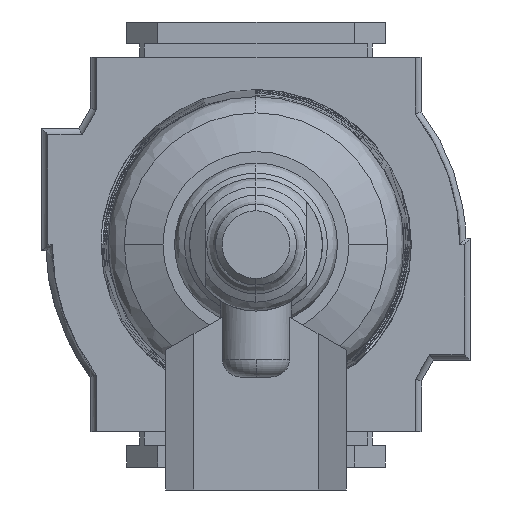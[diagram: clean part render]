
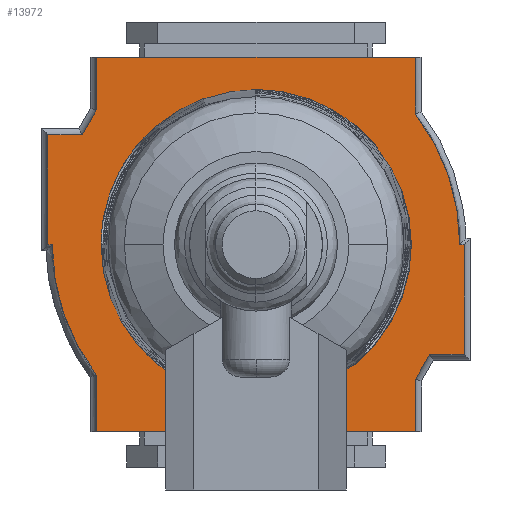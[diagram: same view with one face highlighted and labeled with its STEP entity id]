
A CAD part, front view. The second image highlights one B-rep face of the part: STEP entity #13972.
In plain terms, the highlighted face is planar.
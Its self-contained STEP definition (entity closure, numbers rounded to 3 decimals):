
#3 = LINE ( 'NONE', #11783, #12697 ) ;
#6 = VECTOR ( 'NONE', #2241, 1000. ) ;
#13 = EDGE_CURVE ( 'NONE', #9612, #361, #11201, .T. ) ;
#62 = ORIENTED_EDGE ( 'NONE', *, *, #10921, .F. ) ;
#128 = DIRECTION ( 'NONE',  ( -0.496, 0., 0.868 ) ) ;
#141 = LINE ( 'NONE', #5731, #9203 ) ;
#294 = DIRECTION ( 'NONE',  ( -1., 0., 0. ) ) ;
#320 = CARTESIAN_POINT ( 'NONE',  ( -18., 30.9, -21.125 ) ) ;
#340 = EDGE_CURVE ( 'NONE', #8990, #687, #14752, .T. ) ;
#361 = VERTEX_POINT ( 'NONE', #2939 ) ;
#409 = VERTEX_POINT ( 'NONE', #12767 ) ;
#436 = CARTESIAN_POINT ( 'NONE',  ( 19.6, 30.9, 12.4 ) ) ;
#578 = VECTOR ( 'NONE', #12803, 1000. ) ;
#687 = VERTEX_POINT ( 'NONE', #9197 ) ;
#781 = DIRECTION ( 'NONE',  ( 0., 0., -1. ) ) ;
#831 = ORIENTED_EDGE ( 'NONE', *, *, #10907, .F. ) ;
#893 = VERTEX_POINT ( 'NONE', #13935 ) ;
#954 = VERTEX_POINT ( 'NONE', #11065 ) ;
#956 = CARTESIAN_POINT ( 'NONE',  ( 0., 30.9, 0. ) ) ;
#1299 = VECTOR ( 'NONE', #781, 1000. ) ;
#1372 = EDGE_CURVE ( 'NONE', #7780, #6103, #141, .T. ) ;
#1538 = CARTESIAN_POINT ( 'NONE',  ( -18., 30.9, 14.731 ) ) ;
#1571 = CARTESIAN_POINT ( 'NONE',  ( 18., 30.9, -14.731 ) ) ;
#1573 = EDGE_CURVE ( 'NONE', #3004, #14927, #12367, .T. ) ;
#1904 = ORIENTED_EDGE ( 'NONE', *, *, #14392, .F. ) ;
#2085 = DIRECTION ( 'NONE',  ( 0.496, 0., -0.868 ) ) ;
#2139 = VECTOR ( 'NONE', #128, 1000. ) ;
#2241 = DIRECTION ( 'NONE',  ( 0., 0., -1. ) ) ;
#2287 = DIRECTION ( 'NONE',  ( 0., 1., 0. ) ) ;
#2608 = DIRECTION ( 'NONE',  ( 1., 0., 0. ) ) ;
#2611 = CARTESIAN_POINT ( 'NONE',  ( 1.2, 30.9, 0. ) ) ;
#2819 = ORIENTED_EDGE ( 'NONE', *, *, #1573, .F. ) ;
#2849 = VECTOR ( 'NONE', #3687, 1000. ) ;
#2888 = CARTESIAN_POINT ( 'NONE',  ( -23.5, 30.9, 0. ) ) ;
#2939 = CARTESIAN_POINT ( 'NONE',  ( 18., 30.9, 21.125 ) ) ;
#3003 = VERTEX_POINT ( 'NONE', #6308 ) ;
#3004 = VERTEX_POINT ( 'NONE', #1571 ) ;
#3338 = LINE ( 'NONE', #14907, #13442 ) ;
#3460 = DIRECTION ( 'NONE',  ( 1., 0., 0. ) ) ;
#3572 = VECTOR ( 'NONE', #12056, 1000. ) ;
#3687 = DIRECTION ( 'NONE',  ( -1., 0., 0. ) ) ;
#3974 = ORIENTED_EDGE ( 'NONE', *, *, #6607, .F. ) ;
#4101 = LINE ( 'NONE', #14560, #13461 ) ;
#4300 = EDGE_CURVE ( 'NONE', #954, #3003, #5761, .T. ) ;
#4380 = EDGE_CURVE ( 'NONE', #409, #12390, #11880, .T. ) ;
#4732 = LINE ( 'NONE', #8146, #8806 ) ;
#4871 = LINE ( 'NONE', #11928, #2849 ) ;
#5092 = CARTESIAN_POINT ( 'NONE',  ( -1.2, 30.9, 0. ) ) ;
#5164 = LINE ( 'NONE', #5433, #3572 ) ;
#5433 = CARTESIAN_POINT ( 'NONE',  ( 23.5, 30.9, 0. ) ) ;
#5511 = DIRECTION ( 'NONE',  ( 0., 0., 1. ) ) ;
#5731 = CARTESIAN_POINT ( 'NONE',  ( -18., 30.9, 21.125 ) ) ;
#5761 = LINE ( 'NONE', #10369, #8771 ) ;
#6103 = VERTEX_POINT ( 'NONE', #1538 ) ;
#6177 = CARTESIAN_POINT ( 'NONE',  ( -23., 30.9, 0. ) ) ;
#6236 = DIRECTION ( 'NONE',  ( 0., -1., 0. ) ) ;
#6308 = CARTESIAN_POINT ( 'NONE',  ( -18., 30.9, -15.2 ) ) ;
#6586 = FACE_OUTER_BOUND ( 'NONE', #8525, .T. ) ;
#6607 = EDGE_CURVE ( 'NONE', #3003, #409, #6914, .T. ) ;
#6877 = AXIS2_PLACEMENT_3D ( 'NONE', #956, #2287, #14624 ) ;
#6914 = LINE ( 'NONE', #13871, #6 ) ;
#7109 = VERTEX_POINT ( 'NONE', #13737 ) ;
#7356 = EDGE_CURVE ( 'NONE', #7109, #12835, #5164, .T. ) ;
#7357 = ORIENTED_EDGE ( 'NONE', *, *, #14531, .F. ) ;
#7506 = DIRECTION ( 'NONE',  ( 1., 0., 0. ) ) ;
#7557 = CARTESIAN_POINT ( 'NONE',  ( 19.6, 30.9, 12.4 ) ) ;
#7780 = VERTEX_POINT ( 'NONE', #14036 ) ;
#8146 = CARTESIAN_POINT ( 'NONE',  ( 23., 30.9, 0. ) ) ;
#8286 = DIRECTION ( 'NONE',  ( -1., 0., 0. ) ) ;
#8525 = EDGE_LOOP ( 'NONE', ( #10459, #2819, #7357, #8992, #3974, #11789, #13576, #9178, #10398, #831, #12293, #1904, #13097, #62, #12444, #14238 ) ) ;
#8637 = AXIS2_PLACEMENT_3D ( 'NONE', #2611, #6236, #14106 ) ;
#8771 = VECTOR ( 'NONE', #2085, 1000. ) ;
#8806 = VECTOR ( 'NONE', #3460, 1000. ) ;
#8892 = VECTOR ( 'NONE', #8286, 1000. ) ;
#8990 = VERTEX_POINT ( 'NONE', #2888 ) ;
#8992 = ORIENTED_EDGE ( 'NONE', *, *, #4380, .F. ) ;
#9178 = ORIENTED_EDGE ( 'NONE', *, *, #340, .F. ) ;
#9197 = CARTESIAN_POINT ( 'NONE',  ( -23.5, 30.9, -12.4 ) ) ;
#9203 = VECTOR ( 'NONE', #11625, 1000. ) ;
#9314 = EDGE_CURVE ( 'NONE', #687, #954, #4101, .T. ) ;
#9509 = VERTEX_POINT ( 'NONE', #7557 ) ;
#9604 = CIRCLE ( 'NONE', #8637, 24.2 ) ;
#9612 = VERTEX_POINT ( 'NONE', #13617 ) ;
#9906 = CARTESIAN_POINT ( 'NONE',  ( 18., 30.9, 15.2 ) ) ;
#10025 = CARTESIAN_POINT ( 'NONE',  ( 23., 30.9, 0. ) ) ;
#10369 = CARTESIAN_POINT ( 'NONE',  ( -19.6, 30.9, -12.4 ) ) ;
#10398 = ORIENTED_EDGE ( 'NONE', *, *, #10698, .F. ) ;
#10459 = ORIENTED_EDGE ( 'NONE', *, *, #10483, .F. ) ;
#10483 = EDGE_CURVE ( 'NONE', #14927, #7109, #4732, .T. ) ;
#10689 = EDGE_CURVE ( 'NONE', #12835, #9509, #4871, .T. ) ;
#10698 = EDGE_CURVE ( 'NONE', #893, #8990, #10792, .T. ) ;
#10792 = LINE ( 'NONE', #6177, #8892 ) ;
#10907 = EDGE_CURVE ( 'NONE', #6103, #893, #9604, .T. ) ;
#10921 = EDGE_CURVE ( 'NONE', #9509, #9612, #11767, .T. ) ;
#11065 = CARTESIAN_POINT ( 'NONE',  ( -19.6, 30.9, -12.4 ) ) ;
#11201 = LINE ( 'NONE', #9906, #13344 ) ;
#11625 = DIRECTION ( 'NONE',  ( 0., 0., -1. ) ) ;
#11767 = LINE ( 'NONE', #436, #2139 ) ;
#11783 = CARTESIAN_POINT ( 'NONE',  ( 18., 30.9, 21.125 ) ) ;
#11789 = ORIENTED_EDGE ( 'NONE', *, *, #4300, .F. ) ;
#11880 = LINE ( 'NONE', #320, #578 ) ;
#11928 = CARTESIAN_POINT ( 'NONE',  ( 23.5, 30.9, 12.4 ) ) ;
#12056 = DIRECTION ( 'NONE',  ( 0., 0., 1. ) ) ;
#12293 = ORIENTED_EDGE ( 'NONE', *, *, #1372, .F. ) ;
#12367 = CIRCLE ( 'NONE', #12606, 24.2 ) ;
#12390 = VERTEX_POINT ( 'NONE', #13695 ) ;
#12444 = ORIENTED_EDGE ( 'NONE', *, *, #10689, .F. ) ;
#12606 = AXIS2_PLACEMENT_3D ( 'NONE', #5092, #14264, #2608 ) ;
#12697 = VECTOR ( 'NONE', #294, 1000. ) ;
#12767 = CARTESIAN_POINT ( 'NONE',  ( -18., 30.9, -21.125 ) ) ;
#12803 = DIRECTION ( 'NONE',  ( 1., 0., 0. ) ) ;
#12835 = VERTEX_POINT ( 'NONE', #14642 ) ;
#13097 = ORIENTED_EDGE ( 'NONE', *, *, #13, .F. ) ;
#13344 = VECTOR ( 'NONE', #13560, 1000. ) ;
#13442 = VECTOR ( 'NONE', #5511, 1000. ) ;
#13461 = VECTOR ( 'NONE', #7506, 1000. ) ;
#13543 = CARTESIAN_POINT ( 'NONE',  ( -23.5, 30.9, 0. ) ) ;
#13560 = DIRECTION ( 'NONE',  ( 0., 0., 1. ) ) ;
#13576 = ORIENTED_EDGE ( 'NONE', *, *, #9314, .F. ) ;
#13617 = CARTESIAN_POINT ( 'NONE',  ( 18., 30.9, 15.2 ) ) ;
#13695 = CARTESIAN_POINT ( 'NONE',  ( 18., 30.9, -21.125 ) ) ;
#13737 = CARTESIAN_POINT ( 'NONE',  ( 23.5, 30.9, 0. ) ) ;
#13871 = CARTESIAN_POINT ( 'NONE',  ( -18., 30.9, -15.2 ) ) ;
#13935 = CARTESIAN_POINT ( 'NONE',  ( -23., 30.9, 0. ) ) ;
#13972 = ADVANCED_FACE ( 'NONE', ( #6586 ), #14702, .T. ) ;
#14036 = CARTESIAN_POINT ( 'NONE',  ( -18., 30.9, 21.125 ) ) ;
#14106 = DIRECTION ( 'NONE',  ( -1., 0., 0. ) ) ;
#14238 = ORIENTED_EDGE ( 'NONE', *, *, #7356, .F. ) ;
#14264 = DIRECTION ( 'NONE',  ( 0., -1., 0. ) ) ;
#14392 = EDGE_CURVE ( 'NONE', #361, #7780, #3, .T. ) ;
#14531 = EDGE_CURVE ( 'NONE', #12390, #3004, #3338, .T. ) ;
#14560 = CARTESIAN_POINT ( 'NONE',  ( -23.5, 30.9, -12.4 ) ) ;
#14624 = DIRECTION ( 'NONE',  ( 0., 0., 1. ) ) ;
#14642 = CARTESIAN_POINT ( 'NONE',  ( 23.5, 30.9, 12.4 ) ) ;
#14702 = PLANE ( 'NONE',  #6877 ) ;
#14752 = LINE ( 'NONE', #13543, #1299 ) ;
#14907 = CARTESIAN_POINT ( 'NONE',  ( 18., 30.9, -21.125 ) ) ;
#14927 = VERTEX_POINT ( 'NONE', #10025 ) ;
